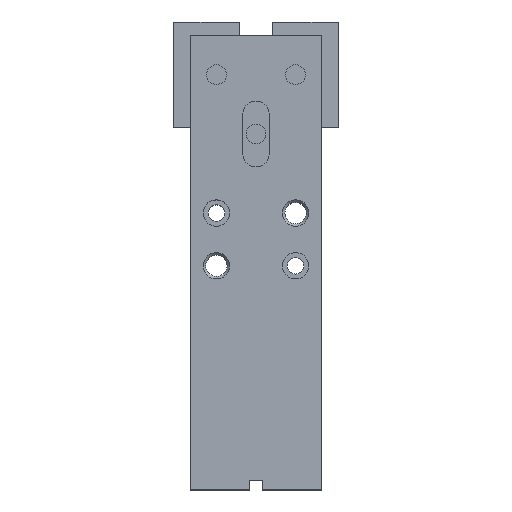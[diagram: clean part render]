
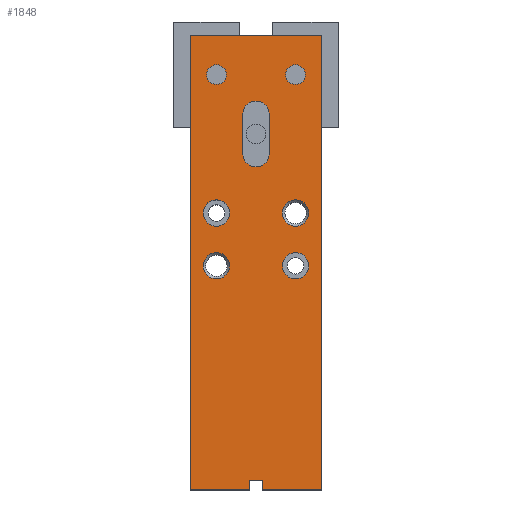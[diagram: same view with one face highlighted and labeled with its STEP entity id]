
A CAD part, top view. The second image highlights one B-rep face of the part: STEP entity #1848.
In plain terms, the highlighted planar face has unit normal (0, 0, 1).
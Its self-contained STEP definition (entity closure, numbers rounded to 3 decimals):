
#700=CARTESIAN_POINT('',(6.,33.0,10.0));
#701=VERTEX_POINT('',#700);
#702=CARTESIAN_POINT('',(6.,35.0,10.0));
#703=DIRECTION('',(0.0,0.0,-1.0));
#704=DIRECTION('',(0.0,1.0,0.0));
#705=AXIS2_PLACEMENT_3D('',#702,#703,#704);
#706=CIRCLE('',#705,2.0);
#707=EDGE_CURVE('',#701,#701,#706,.T.);
#768=CARTESIAN_POINT('',(-6.,25.0,10.0));
#769=VERTEX_POINT('',#768);
#770=CARTESIAN_POINT('',(-6.,27.0,10.0));
#771=DIRECTION('',(0.0,0.0,-1.0));
#772=DIRECTION('',(0.0,1.0,0.0));
#773=AXIS2_PLACEMENT_3D('',#770,#771,#772);
#774=CIRCLE('',#773,2.0);
#775=EDGE_CURVE('',#769,#769,#774,.T.);
#836=CARTESIAN_POINT('',(6.,25.0,10.0));
#837=VERTEX_POINT('',#836);
#838=CARTESIAN_POINT('',(6.,27.0,10.0));
#839=DIRECTION('',(0.0,0.0,-1.0));
#840=DIRECTION('',(0.0,1.0,0.0));
#841=AXIS2_PLACEMENT_3D('',#838,#839,#840);
#842=CIRCLE('',#841,2.0);
#843=EDGE_CURVE('',#837,#837,#842,.T.);
#920=CARTESIAN_POINT('',(-6.,33.0,10.0));
#921=VERTEX_POINT('',#920);
#922=CARTESIAN_POINT('',(-6.,35.0,10.0));
#923=DIRECTION('',(0.0,0.0,-1.0));
#924=DIRECTION('',(0.0,1.0,0.0));
#925=AXIS2_PLACEMENT_3D('',#922,#923,#924);
#926=CIRCLE('',#925,2.0);
#927=EDGE_CURVE('',#921,#921,#926,.T.);
#1077=CARTESIAN_POINT('',(4.5,6.,10.0));
#1078=VERTEX_POINT('',#1077);
#1079=CARTESIAN_POINT('',(6.,6.,10.0));
#1080=DIRECTION('',(0.0,0.0,-1.0));
#1081=DIRECTION('',(1.0,0.0,0.0));
#1082=AXIS2_PLACEMENT_3D('',#1079,#1080,#1081);
#1083=CIRCLE('',#1082,1.5);
#1084=EDGE_CURVE('',#1078,#1078,#1083,.T.);
#1161=CARTESIAN_POINT('',(-7.5,6.,10.0));
#1162=VERTEX_POINT('',#1161);
#1163=CARTESIAN_POINT('',(-6.,6.,10.0));
#1164=DIRECTION('',(0.0,0.0,-1.0));
#1165=DIRECTION('',(1.0,0.0,0.0));
#1166=AXIS2_PLACEMENT_3D('',#1163,#1164,#1165);
#1167=CIRCLE('',#1166,1.5);
#1168=EDGE_CURVE('',#1162,#1162,#1167,.T.);
#1342=CARTESIAN_POINT('',(-10.0,0.0,10.0));
#1343=VERTEX_POINT('',#1342);
#1350=CARTESIAN_POINT('',(-10.0,69.0,10.0));
#1351=VERTEX_POINT('',#1350);
#1352=CARTESIAN_POINT('',(-10.0,69.0,10.0));
#1353=DIRECTION('',(0.0,-1.0,0.0));
#1354=VECTOR('',#1353,69.0);
#1355=LINE('',#1352,#1354);
#1356=EDGE_CURVE('',#1351,#1343,#1355,.T.);
#1392=CARTESIAN_POINT('',(10.0,0.0,10.0));
#1393=VERTEX_POINT('',#1392);
#1400=CARTESIAN_POINT('',(-10.0,0.0,10.0));
#1401=DIRECTION('',(1.0,0.0,0.0));
#1402=VECTOR('',#1401,20.0);
#1403=LINE('',#1400,#1402);
#1404=EDGE_CURVE('',#1343,#1393,#1403,.T.);
#1448=CARTESIAN_POINT('',(-2.0,18.0,10.0));
#1449=VERTEX_POINT('',#1448);
#1450=CARTESIAN_POINT('',(2.0,18.0,10.0));
#1451=VERTEX_POINT('',#1450);
#1452=CARTESIAN_POINT('',(0.0,18.0,10.0));
#1453=DIRECTION('',(0.0,0.0,-1.0));
#1454=DIRECTION('',(1.0,0.0,0.0));
#1455=AXIS2_PLACEMENT_3D('',#1452,#1453,#1454);
#1456=CIRCLE('',#1455,2.0);
#1457=EDGE_CURVE('',#1449,#1451,#1456,.T.);
#1490=CARTESIAN_POINT('',(2.0,12.,10.0));
#1491=VERTEX_POINT('',#1490);
#1492=CARTESIAN_POINT('',(2.0,18.0,10.0));
#1493=DIRECTION('',(0.0,-1.0,0.0));
#1494=VECTOR('',#1493,6.);
#1495=LINE('',#1492,#1494);
#1496=EDGE_CURVE('',#1451,#1491,#1495,.T.);
#1521=CARTESIAN_POINT('',(-2.0,12.,10.0));
#1522=VERTEX_POINT('',#1521);
#1523=CARTESIAN_POINT('',(0.0,12.,10.0));
#1524=DIRECTION('',(0.0,0.0,-1.0));
#1525=DIRECTION('',(-1.0,0.0,0.0));
#1526=AXIS2_PLACEMENT_3D('',#1523,#1524,#1525);
#1527=CIRCLE('',#1526,2.0);
#1528=EDGE_CURVE('',#1491,#1522,#1527,.T.);
#1554=CARTESIAN_POINT('',(-2.0,12.,10.0));
#1555=DIRECTION('',(0.0,1.0,0.0));
#1556=VECTOR('',#1555,6.);
#1557=LINE('',#1554,#1556);
#1558=EDGE_CURVE('',#1522,#1449,#1557,.T.);
#1701=CARTESIAN_POINT('',(-1.0,67.61,10.0));
#1702=VERTEX_POINT('',#1701);
#1703=CARTESIAN_POINT('',(-1.0,69.0,10.0));
#1704=VERTEX_POINT('',#1703);
#1705=CARTESIAN_POINT('',(-1.0,67.61,10.0));
#1706=DIRECTION('',(0.0,1.0,0.0));
#1707=VECTOR('',#1706,1.39);
#1708=LINE('',#1705,#1707);
#1709=EDGE_CURVE('',#1702,#1704,#1708,.T.);
#1749=CARTESIAN_POINT('',(1.0,67.61,10.0));
#1750=VERTEX_POINT('',#1749);
#1751=CARTESIAN_POINT('',(1.0,67.61,10.0));
#1752=DIRECTION('',(-1.0,0.0,0.0));
#1753=VECTOR('',#1752,2.0);
#1754=LINE('',#1751,#1753);
#1755=EDGE_CURVE('',#1750,#1702,#1754,.T.);
#1773=CARTESIAN_POINT('',(1.0,69.0,10.0));
#1774=VERTEX_POINT('',#1773);
#1775=CARTESIAN_POINT('',(1.0,69.0,10.0));
#1776=DIRECTION('',(0.0,-1.0,0.0));
#1777=VECTOR('',#1776,1.39);
#1778=LINE('',#1775,#1777);
#1779=EDGE_CURVE('',#1774,#1750,#1778,.T.);
#1792=CARTESIAN_POINT('',(0.0,0.0,10.0));
#1793=DIRECTION('',(0.0,0.0,1.0));
#1794=DIRECTION('',(1.0,0.0,0.0));
#1795=AXIS2_PLACEMENT_3D('',#1792,#1793,#1794);
#1796=PLANE('',#1795);
#1797=ORIENTED_EDGE('',*,*,#1779,.T.);
#1798=ORIENTED_EDGE('',*,*,#1755,.T.);
#1799=ORIENTED_EDGE('',*,*,#1709,.T.);
#1800=CARTESIAN_POINT('',(-1.0,69.0,10.0));
#1801=DIRECTION('',(-1.0,0.0,0.0));
#1802=VECTOR('',#1801,9.0);
#1803=LINE('',#1800,#1802);
#1804=EDGE_CURVE('',#1704,#1351,#1803,.T.);
#1805=ORIENTED_EDGE('',*,*,#1804,.T.);
#1806=ORIENTED_EDGE('',*,*,#1356,.T.);
#1807=ORIENTED_EDGE('',*,*,#1404,.T.);
#1808=CARTESIAN_POINT('',(10.0,69.0,10.0));
#1809=VERTEX_POINT('',#1808);
#1810=CARTESIAN_POINT('',(10.0,0.0,10.0));
#1811=DIRECTION('',(0.0,1.0,0.0));
#1812=VECTOR('',#1811,69.0);
#1813=LINE('',#1810,#1812);
#1814=EDGE_CURVE('',#1393,#1809,#1813,.T.);
#1815=ORIENTED_EDGE('',*,*,#1814,.T.);
#1816=CARTESIAN_POINT('',(10.0,69.0,10.0));
#1817=DIRECTION('',(-1.0,0.0,0.0));
#1818=VECTOR('',#1817,9.0);
#1819=LINE('',#1816,#1818);
#1820=EDGE_CURVE('',#1809,#1774,#1819,.T.);
#1821=ORIENTED_EDGE('',*,*,#1820,.T.);
#1822=EDGE_LOOP('',(#1797,#1798,#1799,#1805,#1806,#1807,#1815,#1821));
#1823=FACE_OUTER_BOUND('',#1822,.T.);
#1824=ORIENTED_EDGE('',*,*,#1084,.T.);
#1825=EDGE_LOOP('',(#1824));
#1826=FACE_BOUND('',#1825,.T.);
#1827=ORIENTED_EDGE('',*,*,#1528,.T.);
#1828=ORIENTED_EDGE('',*,*,#1558,.T.);
#1829=ORIENTED_EDGE('',*,*,#1457,.T.);
#1830=ORIENTED_EDGE('',*,*,#1496,.T.);
#1831=EDGE_LOOP('',(#1827,#1828,#1829,#1830));
#1832=FACE_BOUND('',#1831,.T.);
#1833=ORIENTED_EDGE('',*,*,#927,.T.);
#1834=EDGE_LOOP('',(#1833));
#1835=FACE_BOUND('',#1834,.T.);
#1836=ORIENTED_EDGE('',*,*,#843,.T.);
#1837=EDGE_LOOP('',(#1836));
#1838=FACE_BOUND('',#1837,.T.);
#1839=ORIENTED_EDGE('',*,*,#775,.T.);
#1840=EDGE_LOOP('',(#1839));
#1841=FACE_BOUND('',#1840,.T.);
#1842=ORIENTED_EDGE('',*,*,#707,.T.);
#1843=EDGE_LOOP('',(#1842));
#1844=FACE_BOUND('',#1843,.T.);
#1845=ORIENTED_EDGE('',*,*,#1168,.T.);
#1846=EDGE_LOOP('',(#1845));
#1847=FACE_BOUND('',#1846,.T.);
#1848=ADVANCED_FACE('',(#1823,#1826,#1832,#1835,#1838,#1841,#1844,#1847),#1796,.T.);
